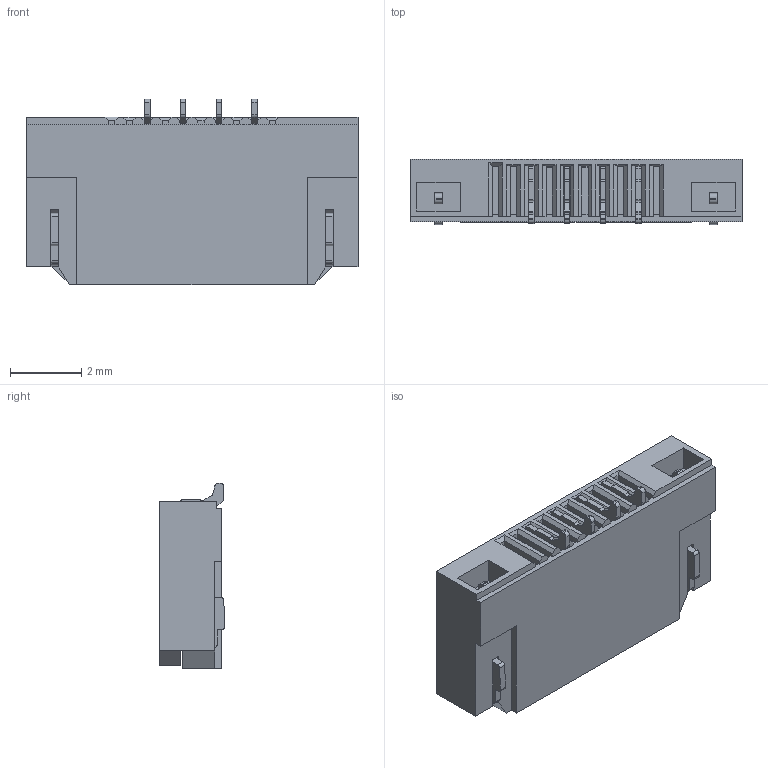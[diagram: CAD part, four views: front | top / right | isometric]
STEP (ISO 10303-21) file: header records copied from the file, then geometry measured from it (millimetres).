
FILE_DESCRIPTION((''),'2;1');
FILE_NAME('S-51550-004XXX-XXX_ASM','2013-12-03T',('12257332'),(''),'PRO/ENGINEER BY PARAMETRIC TECHNOLOGY CORPORATION, 2009360','PRO/ENGINEER BY PARAMETRIC TECHNOLOGY CORPORATION, 2009360','');
FILE_SCHEMA(('CONFIG_CONTROL_DESIGN'));
Length unit declared in the file: millimetre
Products named in the file (1): S-51550-004XXX-XXX_ASM
Bounding box: 9.3 x 1.83 x 5.2 mm (x, y, z)
Volume: 48.7 mm3; surface area: 287.9 mm2
Topology: 1 solids, 1 shells, 629 faces, 2084 edges, 1417 vertices
Faces by surface type: plane 508, cylinder 117, torus 4
Entity records: 22925 total; most frequent: CARTESIAN_POINT 4197, ORIENTED_EDGE 4168, DIRECTION 3693, EDGE_CURVE 2084, VECTOR 1699, LINE 1699, VERTEX_POINT 1417, AXIS2_PLACEMENT_3D 997
